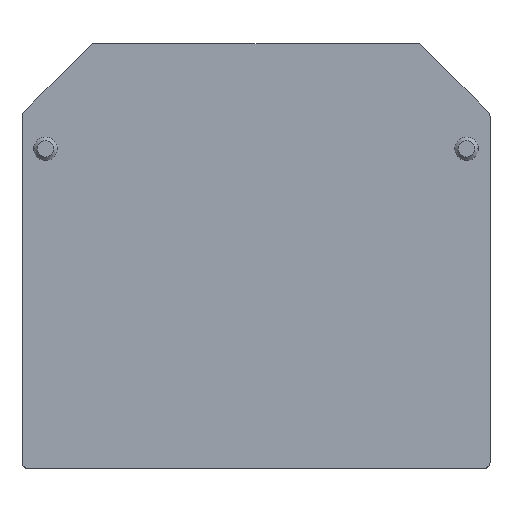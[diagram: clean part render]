
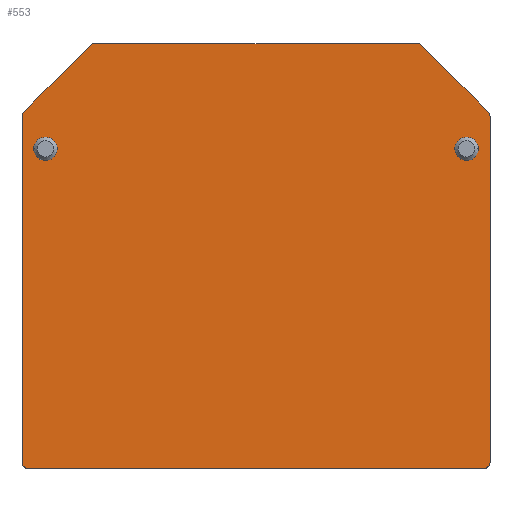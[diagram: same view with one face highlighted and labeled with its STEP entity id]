
A CAD part, top view. The second image highlights one B-rep face of the part: STEP entity #553.
In plain terms, the highlighted planar face has unit normal (0, 0, 1).
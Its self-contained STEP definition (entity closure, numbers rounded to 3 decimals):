
#104=CARTESIAN_POINT('',(18.,27.3,1.5));
#105=DIRECTION('',(0.,0.,1.));
#106=DIRECTION('',(1.,0.,0.));
#107=AXIS2_PLACEMENT_3D('',#104,#105,#106);
#109=CARTESIAN_POINT('',(18.,27.3,1.5));
#110=DIRECTION('',(0.,0.,1.));
#111=DIRECTION('',(-1.,0.,0.));
#112=AXIS2_PLACEMENT_3D('',#109,#110,#111);
#114=CARTESIAN_POINT('',(-18.,27.3,1.5));
#115=DIRECTION('',(0.,0.,1.));
#116=DIRECTION('',(1.,0.,0.));
#117=AXIS2_PLACEMENT_3D('',#114,#115,#116);
#119=CARTESIAN_POINT('',(-18.,27.3,1.5));
#120=DIRECTION('',(0.,0.,1.));
#121=DIRECTION('',(-1.,0.,0.));
#122=AXIS2_PLACEMENT_3D('',#119,#120,#121);
#124=CARTESIAN_POINT('',(13.793,35.8,1.5));
#125=DIRECTION('',(0.,0.,1.));
#126=DIRECTION('',(0.707,0.707,0.));
#127=AXIS2_PLACEMENT_3D('',#124,#125,#126);
#129=DIRECTION('',(-0.707,0.707,0.));
#130=VECTOR('',#129,8.071);
#131=CARTESIAN_POINT('',(19.854,30.446,1.5));
#132=LINE('',#131,#130);
#133=CARTESIAN_POINT('',(19.5,30.093,1.5));
#134=DIRECTION('',(0.,0.,1.));
#135=DIRECTION('',(1.,0.,0.));
#136=AXIS2_PLACEMENT_3D('',#133,#134,#135);
#138=DIRECTION('',(0.,1.,0.));
#139=VECTOR('',#138,29.593);
#140=CARTESIAN_POINT('',(20.,0.5,1.5));
#141=LINE('',#140,#139);
#142=CARTESIAN_POINT('',(19.5,0.5,1.5));
#143=DIRECTION('',(0.,0.,1.));
#144=DIRECTION('',(0.,-1.,0.));
#145=AXIS2_PLACEMENT_3D('',#142,#143,#144);
#147=DIRECTION('',(1.,0.,0.));
#148=VECTOR('',#147,39.);
#149=CARTESIAN_POINT('',(-19.5,0.,1.5));
#150=LINE('',#149,#148);
#151=CARTESIAN_POINT('',(-19.5,0.5,1.5));
#152=DIRECTION('',(0.,0.,1.));
#153=DIRECTION('',(-1.,0.,0.));
#154=AXIS2_PLACEMENT_3D('',#151,#152,#153);
#156=DIRECTION('',(0.,-1.,0.));
#157=VECTOR('',#156,29.593);
#158=CARTESIAN_POINT('',(-20.,30.093,1.5));
#159=LINE('',#158,#157);
#160=CARTESIAN_POINT('',(-19.5,30.093,1.5));
#161=DIRECTION('',(0.,0.,1.));
#162=DIRECTION('',(-0.707,0.707,0.));
#163=AXIS2_PLACEMENT_3D('',#160,#161,#162);
#165=DIRECTION('',(-0.707,-0.707,0.));
#166=VECTOR('',#165,8.071);
#167=CARTESIAN_POINT('',(-14.146,36.154,1.5));
#168=LINE('',#167,#166);
#169=CARTESIAN_POINT('',(-13.793,35.8,1.5));
#170=DIRECTION('',(0.,0.,1.));
#171=DIRECTION('',(0.,1.,0.));
#172=AXIS2_PLACEMENT_3D('',#169,#170,#171);
#174=DIRECTION('',(-1.,0.,0.));
#175=VECTOR('',#174,27.586);
#176=CARTESIAN_POINT('',(13.793,36.3,1.5));
#177=LINE('',#176,#175);
#250=CARTESIAN_POINT('',(19.,27.3,1.5));
#251=CARTESIAN_POINT('',(17.,27.3,1.5));
#252=VERTEX_POINT('',#250);
#253=VERTEX_POINT('',#251);
#254=CARTESIAN_POINT('',(-17.,27.3,1.5));
#255=CARTESIAN_POINT('',(-19.,27.3,1.5));
#256=VERTEX_POINT('',#254);
#257=VERTEX_POINT('',#255);
#262=CARTESIAN_POINT('',(14.146,36.154,1.5));
#263=VERTEX_POINT('',#262);
#264=CARTESIAN_POINT('',(13.793,36.3,1.5));
#265=VERTEX_POINT('',#264);
#270=CARTESIAN_POINT('',(20.,30.093,1.5));
#271=VERTEX_POINT('',#270);
#272=CARTESIAN_POINT('',(19.854,30.446,1.5));
#273=VERTEX_POINT('',#272);
#278=CARTESIAN_POINT('',(-13.793,36.3,1.5));
#279=VERTEX_POINT('',#278);
#280=CARTESIAN_POINT('',(-14.146,36.154,1.5));
#281=VERTEX_POINT('',#280);
#286=CARTESIAN_POINT('',(-19.854,30.446,1.5));
#287=VERTEX_POINT('',#286);
#288=CARTESIAN_POINT('',(-20.,30.093,1.5));
#289=VERTEX_POINT('',#288);
#294=CARTESIAN_POINT('',(-20.,0.5,1.5));
#295=VERTEX_POINT('',#294);
#296=CARTESIAN_POINT('',(20.,0.5,1.5));
#297=VERTEX_POINT('',#296);
#316=CARTESIAN_POINT('',(19.5,0.,1.5));
#317=VERTEX_POINT('',#316);
#320=CARTESIAN_POINT('',(-19.5,0.,1.5));
#321=VERTEX_POINT('',#320);
#522=CARTESIAN_POINT('',(0.,0.,1.5));
#523=DIRECTION('',(0.,0.,1.));
#524=DIRECTION('',(1.,0.,0.));
#525=AXIS2_PLACEMENT_3D('',#522,#523,#524);
#526=PLANE('',#525);
#527=ORIENTED_EDGE('',*,*,#362,.F.);
#528=ORIENTED_EDGE('',*,*,#378,.F.);
#529=ORIENTED_EDGE('',*,*,#391,.F.);
#530=ORIENTED_EDGE('',*,*,#406,.F.);
#531=ORIENTED_EDGE('',*,*,#419,.F.);
#532=ORIENTED_EDGE('',*,*,#434,.F.);
#533=ORIENTED_EDGE('',*,*,#447,.F.);
#534=ORIENTED_EDGE('',*,*,#460,.F.);
#535=ORIENTED_EDGE('',*,*,#475,.F.);
#536=ORIENTED_EDGE('',*,*,#488,.F.);
#537=ORIENTED_EDGE('',*,*,#503,.F.);
#538=ORIENTED_EDGE('',*,*,#515,.F.);
#539=EDGE_LOOP('',(#527,#528,#529,#530,#531,#532,#533,#534,#535,#536,#537,
#538));
#540=FACE_OUTER_BOUND('',#539,.F.);
#542=ORIENTED_EDGE('',*,*,#541,.T.);
#544=ORIENTED_EDGE('',*,*,#543,.T.);
#545=EDGE_LOOP('',(#542,#544));
#546=FACE_BOUND('',#545,.F.);
#548=ORIENTED_EDGE('',*,*,#547,.T.);
#550=ORIENTED_EDGE('',*,*,#549,.T.);
#551=EDGE_LOOP('',(#548,#550));
#552=FACE_BOUND('',#551,.F.);
#553=ADVANCED_FACE('',(#540,#546,#552),#526,.T.);
#108=CIRCLE('',#107,1.);
#113=CIRCLE('',#112,1.);
#118=CIRCLE('',#117,1.);
#123=CIRCLE('',#122,1.);
#128=CIRCLE('',#127,0.5);
#137=CIRCLE('',#136,0.5);
#146=CIRCLE('',#145,0.5);
#155=CIRCLE('',#154,0.5);
#164=CIRCLE('',#163,0.5);
#173=CIRCLE('',#172,0.5);
#362=EDGE_CURVE('',#263,#265,#128,.T.);
#378=EDGE_CURVE('',#273,#263,#132,.T.);
#391=EDGE_CURVE('',#271,#273,#137,.T.);
#406=EDGE_CURVE('',#297,#271,#141,.T.);
#419=EDGE_CURVE('',#317,#297,#146,.T.);
#434=EDGE_CURVE('',#321,#317,#150,.T.);
#447=EDGE_CURVE('',#295,#321,#155,.T.);
#460=EDGE_CURVE('',#289,#295,#159,.T.);
#475=EDGE_CURVE('',#287,#289,#164,.T.);
#488=EDGE_CURVE('',#281,#287,#168,.T.);
#503=EDGE_CURVE('',#279,#281,#173,.T.);
#515=EDGE_CURVE('',#265,#279,#177,.T.);
#541=EDGE_CURVE('',#256,#257,#118,.T.);
#543=EDGE_CURVE('',#257,#256,#123,.T.);
#547=EDGE_CURVE('',#252,#253,#108,.T.);
#549=EDGE_CURVE('',#253,#252,#113,.T.);
